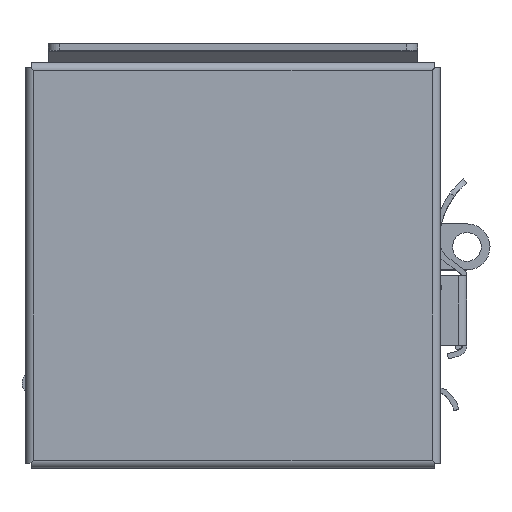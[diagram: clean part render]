
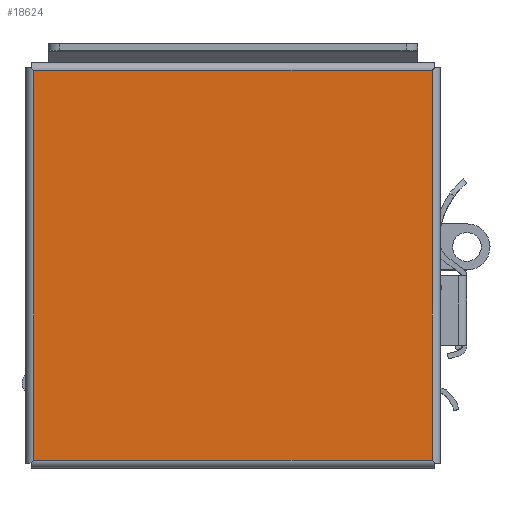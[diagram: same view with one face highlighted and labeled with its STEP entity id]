
A CAD part, top view. The second image highlights one B-rep face of the part: STEP entity #18624.
In plain terms, the highlighted planar face has unit normal (0, 0, 1).
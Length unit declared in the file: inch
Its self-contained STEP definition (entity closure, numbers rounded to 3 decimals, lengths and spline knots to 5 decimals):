
#1101 = DIRECTION ( 'NONE',  ( 0., 0., 1. ) ) ;
#1723 = AXIS2_PLACEMENT_3D ( 'NONE', #21790, #1101, #4723 ) ;
#1752 = VECTOR ( 'NONE', #21213, 39.37008 ) ;
#1766 = VECTOR ( 'NONE', #16037, 39.37008 ) ;
#3397 = CARTESIAN_POINT ( 'NONE',  ( 2.1585, -0.029, 3.057 ) ) ;
#4196 = VECTOR ( 'NONE', #7112, 39.37008 ) ;
#4723 = DIRECTION ( 'NONE',  ( -1., 0., 0. ) ) ;
#5617 = VERTEX_POINT ( 'NONE', #22364 ) ;
#5798 = ORIENTED_EDGE ( 'NONE', *, *, #21336, .F. ) ;
#5829 = EDGE_CURVE ( 'NONE', #16948, #5617, #13445, .T. ) ;
#6367 = VERTEX_POINT ( 'NONE', #18675 ) ;
#6809 = EDGE_CURVE ( 'NONE', #14479, #6367, #19176, .T. ) ;
#7112 = DIRECTION ( 'NONE',  ( 0., 1., 0. ) ) ;
#7274 = LINE ( 'NONE', #14330, #1766 ) ;
#8263 = EDGE_LOOP ( 'NONE', ( #20363, #5798, #17507, #17634 ) ) ;
#8816 = CARTESIAN_POINT ( 'NONE',  ( -2.1585, -4.254, 3.057 ) ) ;
#9603 = CARTESIAN_POINT ( 'NONE',  ( 2.1585, -0.029, 3.057 ) ) ;
#10460 = CARTESIAN_POINT ( 'NONE',  ( -2.1585, -4.254, 3.057 ) ) ;
#11558 = PLANE ( 'NONE',  #1723 ) ;
#13445 = LINE ( 'NONE', #9603, #13972 ) ;
#13972 = VECTOR ( 'NONE', #16877, 39.37008 ) ;
#14263 = CARTESIAN_POINT ( 'NONE',  ( -2.1585, -0.029, 3.057 ) ) ;
#14330 = CARTESIAN_POINT ( 'NONE',  ( 2.1585, -4.254, 3.057 ) ) ;
#14479 = VERTEX_POINT ( 'NONE', #10460 ) ;
#15981 = LINE ( 'NONE', #14263, #1752 ) ;
#16037 = DIRECTION ( 'NONE',  ( -1., 0., 0. ) ) ;
#16877 = DIRECTION ( 'NONE',  ( 0., -1., 0. ) ) ;
#16948 = VERTEX_POINT ( 'NONE', #3397 ) ;
#17507 = ORIENTED_EDGE ( 'NONE', *, *, #5829, .F. ) ;
#17634 = ORIENTED_EDGE ( 'NONE', *, *, #20578, .F. ) ;
#18624 = ADVANCED_FACE ( 'NONE', ( #19035 ), #11558, .T. ) ;
#18675 = CARTESIAN_POINT ( 'NONE',  ( -2.1585, -0.029, 3.057 ) ) ;
#19035 = FACE_OUTER_BOUND ( 'NONE', #8263, .T. ) ;
#19176 = LINE ( 'NONE', #8816, #4196 ) ;
#20363 = ORIENTED_EDGE ( 'NONE', *, *, #6809, .F. ) ;
#20578 = EDGE_CURVE ( 'NONE', #6367, #16948, #15981, .T. ) ;
#21213 = DIRECTION ( 'NONE',  ( 1., 0., 0. ) ) ;
#21336 = EDGE_CURVE ( 'NONE', #5617, #14479, #7274, .T. ) ;
#21790 = CARTESIAN_POINT ( 'NONE',  ( 2.1585, -0.029, 3.057 ) ) ;
#22364 = CARTESIAN_POINT ( 'NONE',  ( 2.1585, -4.254, 3.057 ) ) ;
